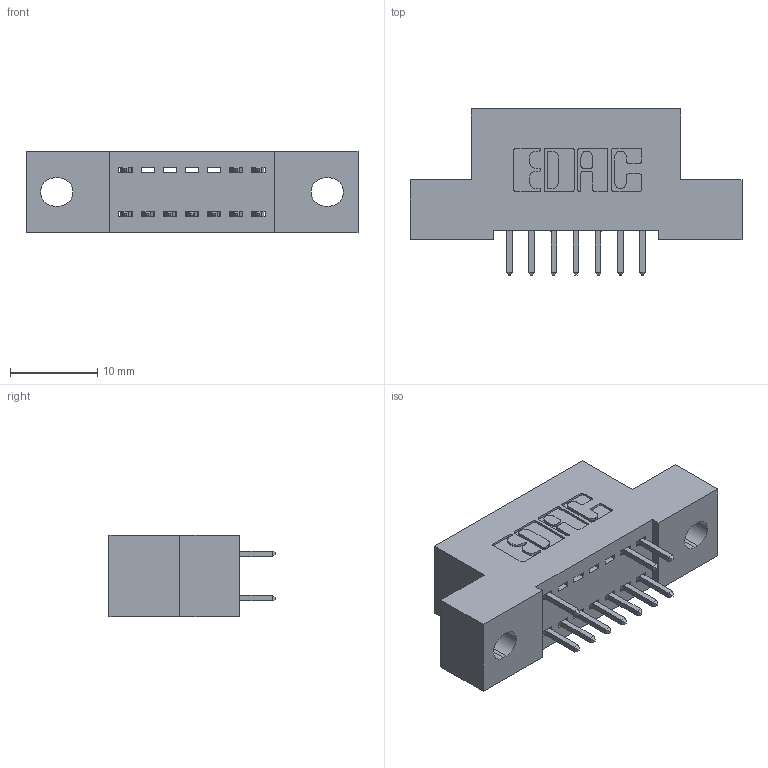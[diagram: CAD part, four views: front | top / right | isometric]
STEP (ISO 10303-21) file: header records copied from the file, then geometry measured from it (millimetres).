
FILE_DESCRIPTION (( 'STEP AP203' ), '1' );
FILE_NAME ('342-014-521-202.STEP', '2018-08-10T16:57:07', ( '' ), ( '' ), 'SwSTEP 2.0', 'SolidWorks 2016', '' );
FILE_SCHEMA (( 'CONFIG_CONTROL_DESIGN' ));
Length unit declared in the file: inch
Products named in the file (3): 342 Part_.128 Slot; 345-292-001_345-293-121; 342-014-521-202
Assembly tree (11 placements, depth 2):
  342-014-521-202
    342 Part_.128 Slot
    345-292-001_345-293-121  x10
Bounding box: 38.1 x 19.06 x 9.4 mm (x, y, z)
Volume: 3165.4 mm3; surface area: 3823 mm2
Topology: 11 solids, 11 shells, 658 faces, 1945 edges, 1282 vertices
Faces by surface type: plane 454, cylinder 204
Entity records: 8923 total; most frequent: CARTESIAN_POINT 1538, ORIENTED_EDGE 1478, DIRECTION 1371, EDGE_CURVE 739, VECTOR 611, LINE 611, VERTEX_POINT 490, AXIS2_PLACEMENT_3D 380
